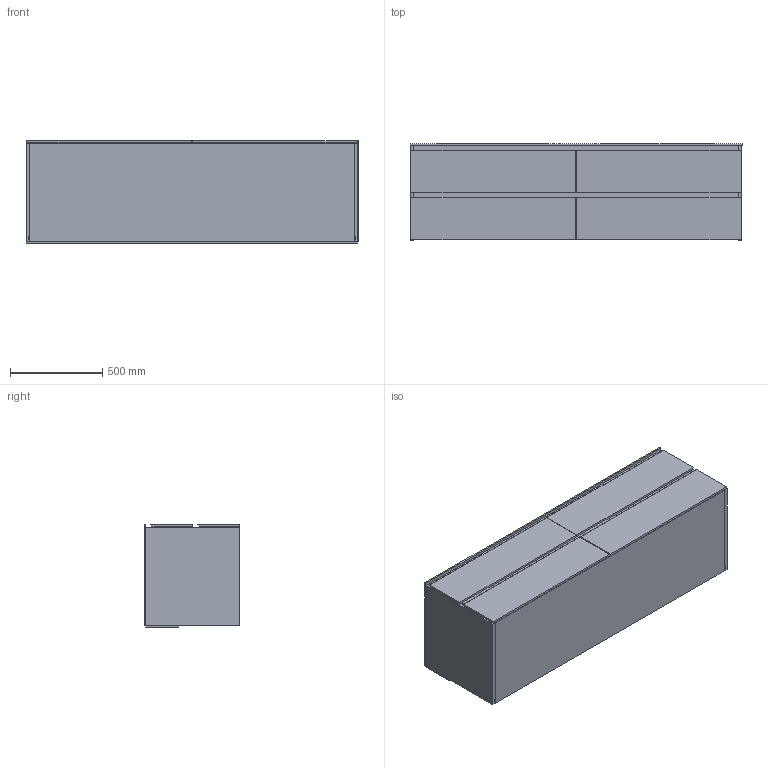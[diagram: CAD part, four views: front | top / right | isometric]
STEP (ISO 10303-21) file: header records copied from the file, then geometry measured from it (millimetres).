
FILE_DESCRIPTION (( 'STEP AP214' ), '1' );
FILE_NAME ('DWP1800500-4AUSER-A.STEP', '2021-02-08T08:59:08', ( '' ), ( '' ), 'SwSTEP 2.0', 'SolidWorks 2020', '' );
FILE_SCHEMA (( 'AUTOMOTIVE_DESIGN' ));
Length unit declared in the file: millimetre
Products named in the file (3): DWP 1800500-4AUSER-A_us_Spanweiá lackiert<Wie bearbeitet>; DWP1800500-4AUSER-A; DWP 1800500-4AUSER-A_wt_Mit Hahnloch ohne šberlauf
Assembly tree (2 placements, depth 2):
  DWP1800500-4AUSER-A
    DWP 1800500-4AUSER-A_us_Spanweiá lackiert<Wie bearbeitet>
    DWP 1800500-4AUSER-A_wt_Mit Hahnloch ohne šberlauf
Bounding box: 1800 x 520 x 558 mm (x, y, z)
Volume: 102151208.1 mm3; surface area: 14411782.4 mm2
Topology: 34 solids, 34 shells, 453 faces, 1118 edges, 728 vertices
Faces by surface type: plane 331, cylinder 74, bspline 48
Entity records: 24950 total; most frequent: CARTESIAN_POINT 14216, ORIENTED_EDGE 2220, DIRECTION 1878, EDGE_CURVE 1110, LINE 842, VECTOR 842, VERTEX_POINT 728, AXIS2_PLACEMENT_3D 518
